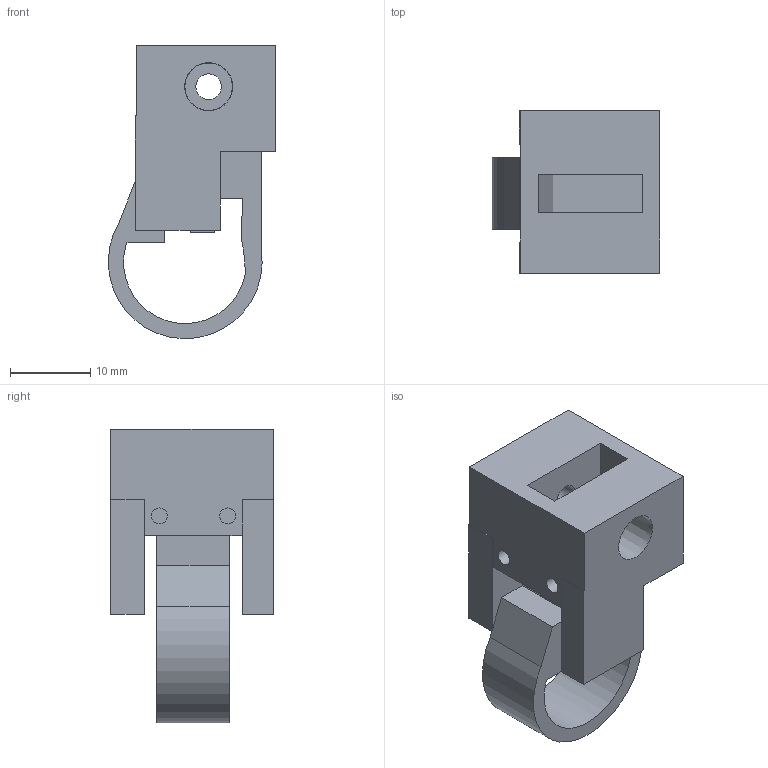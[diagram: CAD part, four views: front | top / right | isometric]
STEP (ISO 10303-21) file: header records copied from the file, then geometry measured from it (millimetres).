
FILE_DESCRIPTION(/* description */ (''),/* implementation_level */ '2;1');
FILE_NAME(/* name */ 'foot_r.step',/* time_stamp */ '2024-04-21T16:04:44+02:00',/* author */ (''),/* organization */ (''),/* preprocessor_version */ 'ST-DEVELOPER v20',/* originating_system */ 'Autodesk Translation Framework v12.20.1.177',/* authorisation */ '');
FILE_SCHEMA (('AUTOMOTIVE_DESIGN { 1 0 10303 214 3 1 1 }'));
Length unit declared in the file: millimetre
Products named in the file (1): foot_r
Bounding box: 20.91 x 20.31 x 36.65 mm (x, y, z)
Volume: 6094.5 mm3; surface area: 4442.1 mm2
Topology: 1 solids, 1 shells, 49 faces, 120 edges, 80 vertices
Faces by surface type: plane 38, cylinder 6, cone 5
Full cylindrical faces by diameter (mm): 3.2 x2, 6.072 x1
Entity records: 1463 total; most frequent: CARTESIAN_POINT 279, ORIENTED_EDGE 240, DIRECTION 226, EDGE_CURVE 120, LINE 86, VECTOR 86, VERTEX_POINT 80, AXIS2_PLACEMENT_3D 70
